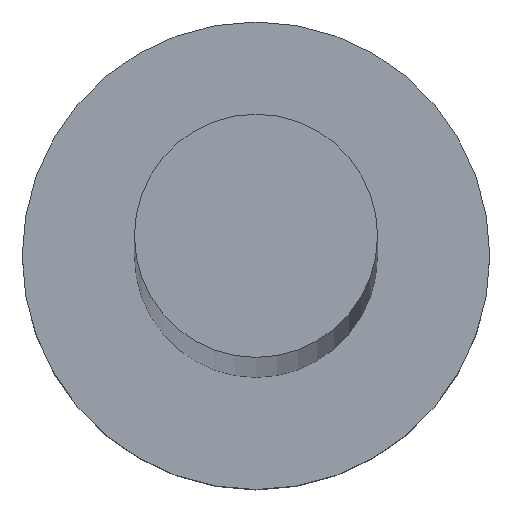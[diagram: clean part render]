
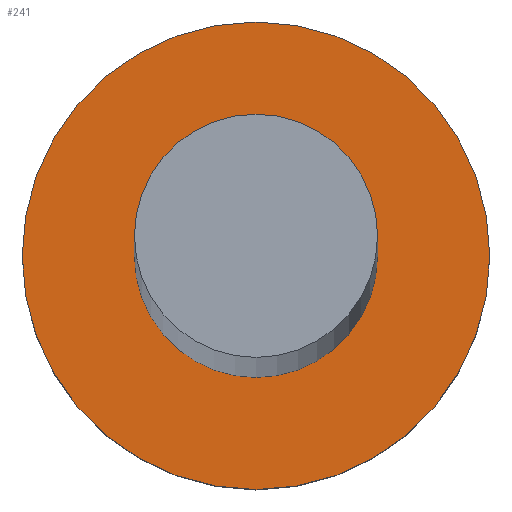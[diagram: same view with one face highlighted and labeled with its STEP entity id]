
A CAD part, top view. The second image highlights one B-rep face of the part: STEP entity #241.
In plain terms, the highlighted planar face has unit normal (0, 0, 1).
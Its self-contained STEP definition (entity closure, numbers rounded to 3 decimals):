
#10 = VERTEX_POINT ( 'NONE', #145 ) ;
#12 = EDGE_LOOP ( 'NONE', ( #138, #246 ) ) ;
#17 = DIRECTION ( 'NONE',  ( 0., 0., 1. ) ) ;
#34 = DIRECTION ( 'NONE',  ( 0., 0., 1. ) ) ;
#37 = CARTESIAN_POINT ( 'NONE',  ( -2.6, 0., 5. ) ) ;
#38 = DIRECTION ( 'NONE',  ( 0., 0., 1. ) ) ;
#48 = ORIENTED_EDGE ( 'NONE', *, *, #169, .T. ) ;
#52 = FACE_OUTER_BOUND ( 'NONE', #233, .T. ) ;
#55 = CARTESIAN_POINT ( 'NONE',  ( 0., 0., 5. ) ) ;
#56 = CARTESIAN_POINT ( 'NONE',  ( 2.6, 0., 5. ) ) ;
#58 = AXIS2_PLACEMENT_3D ( 'NONE', #208, #38, #252 ) ;
#74 = FACE_BOUND ( 'NONE', #12, .T. ) ;
#88 = CIRCLE ( 'NONE', #97, 5. ) ;
#97 = AXIS2_PLACEMENT_3D ( 'NONE', #192, #17, #215 ) ;
#112 = DIRECTION ( 'NONE',  ( 1., 0., 0. ) ) ;
#124 = CIRCLE ( 'NONE', #205, 2.6 ) ;
#135 = PLANE ( 'NONE',  #159 ) ;
#136 = VERTEX_POINT ( 'NONE', #37 ) ;
#138 = ORIENTED_EDGE ( 'NONE', *, *, #162, .F. ) ;
#145 = CARTESIAN_POINT ( 'NONE',  ( 5., 0., 5. ) ) ;
#152 = VERTEX_POINT ( 'NONE', #56 ) ;
#159 = AXIS2_PLACEMENT_3D ( 'NONE', #175, #34, #194 ) ;
#162 = EDGE_CURVE ( 'NONE', #136, #152, #185, .T. ) ;
#169 = EDGE_CURVE ( 'NONE', #10, #204, #174, .T. ) ;
#174 = CIRCLE ( 'NONE', #216, 5. ) ;
#175 = CARTESIAN_POINT ( 'NONE',  ( 0., 0., 5. ) ) ;
#179 = DIRECTION ( 'NONE',  ( 1., 0., 0. ) ) ;
#185 = CIRCLE ( 'NONE', #58, 2.6 ) ;
#189 = EDGE_CURVE ( 'NONE', #152, #136, #124, .T. ) ;
#192 = CARTESIAN_POINT ( 'NONE',  ( 0., 0., 5. ) ) ;
#194 = DIRECTION ( 'NONE',  ( 1., 0., 0. ) ) ;
#195 = DIRECTION ( 'NONE',  ( 0., 0., 1. ) ) ;
#203 = EDGE_CURVE ( 'NONE', #204, #10, #88, .T. ) ;
#204 = VERTEX_POINT ( 'NONE', #253 ) ;
#205 = AXIS2_PLACEMENT_3D ( 'NONE', #55, #210, #112 ) ;
#208 = CARTESIAN_POINT ( 'NONE',  ( 0., 0., 5. ) ) ;
#210 = DIRECTION ( 'NONE',  ( 0., 0., 1. ) ) ;
#215 = DIRECTION ( 'NONE',  ( 1., 0., 0. ) ) ;
#216 = AXIS2_PLACEMENT_3D ( 'NONE', #234, #195, #179 ) ;
#233 = EDGE_LOOP ( 'NONE', ( #248, #48 ) ) ;
#234 = CARTESIAN_POINT ( 'NONE',  ( 0., 0., 5. ) ) ;
#241 = ADVANCED_FACE ( 'NONE', ( #74, #52 ), #135, .T. ) ;
#246 = ORIENTED_EDGE ( 'NONE', *, *, #189, .F. ) ;
#248 = ORIENTED_EDGE ( 'NONE', *, *, #203, .T. ) ;
#252 = DIRECTION ( 'NONE',  ( 1., 0., 0. ) ) ;
#253 = CARTESIAN_POINT ( 'NONE',  ( -5., 0., 5. ) ) ;
